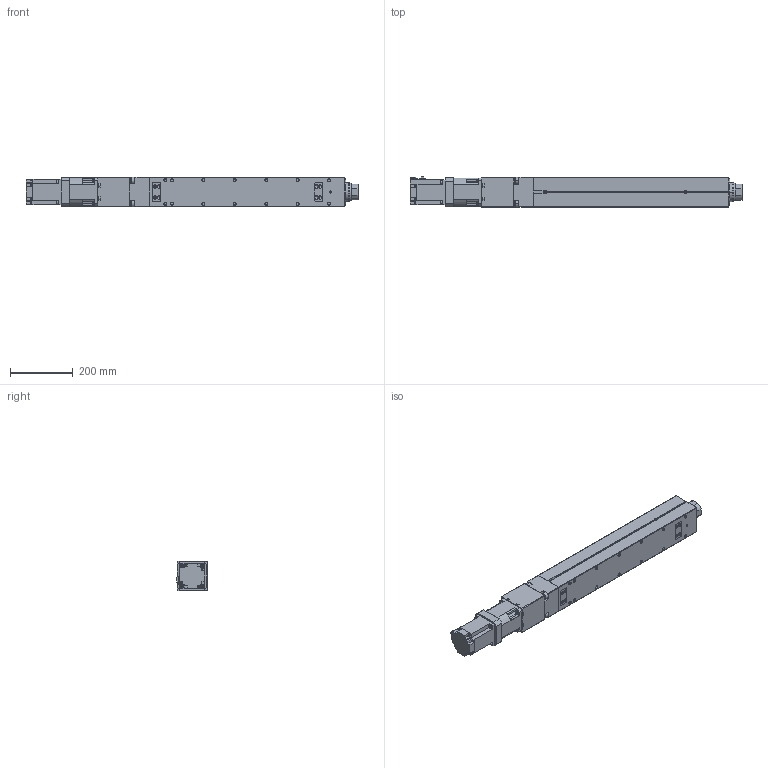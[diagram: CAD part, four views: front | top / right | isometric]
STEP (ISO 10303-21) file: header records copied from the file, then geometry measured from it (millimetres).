
FILE_DESCRIPTION (( 'STEP AP214' ), '1' );
FILE_NAME ('ETHU20BC03-20X05-0450-XXXX.STEP', '2025-02-27T16:14:19', ( '' ), ( '' ), 'SwSTEP 2.0', 'SolidWorks 2022', '' );
FILE_SCHEMA (( 'AUTOMOTIVE_DESIGN' ));
Length unit declared in the file: millimetre
Products named in the file (7): ETHU20-450SENSOR; ETHU20BC03-20X05-0450-XXXX; ETHU20-450MOTOR; ETHU20200FANGTOOTH; ETHU20-450-1; ETHU20-450ROD; ETHU20-450GEARBOX
Assembly tree (8 placements, depth 2):
  ETHU20BC03-20X05-0450-XXXX
    ETHU20-450-1
    ETHU20200FANGTOOTH
    ETHU20-450GEARBOX
    ETHU20-450MOTOR
    ETHU20-450SENSOR  x3
    ETHU20-450ROD
Bounding box: 1056.2 x 96.3 x 95 mm (x, y, z)
Surface area: 595089.4 mm2
Topology: 8 solids, 8 shells, 1123 faces, 2845 edges, 1831 vertices
Faces by surface type: plane 710, cylinder 265, cone 108, torus 40
Entity records: 33681 total; most frequent: CARTESIAN_POINT 6366, DIRECTION 5632, ORIENTED_EDGE 5570, EDGE_CURVE 2785, LINE 2050, VECTOR 2050, VERTEX_POINT 1791, AXIS2_PLACEMENT_3D 1791
